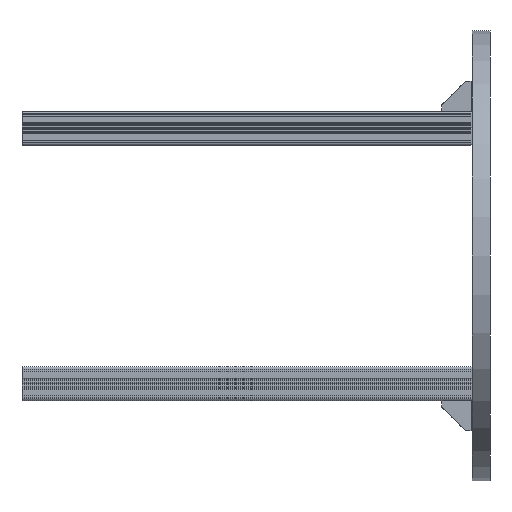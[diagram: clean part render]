
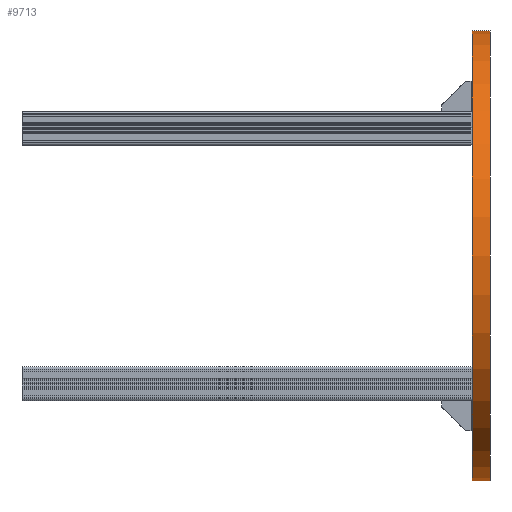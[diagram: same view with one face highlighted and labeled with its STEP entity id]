
A CAD part, left-side view. The second image highlights one B-rep face of the part: STEP entity #9713.
In plain terms, the highlighted cylindrical face has radius 200 mm (diameter 400 mm), a partial arc.
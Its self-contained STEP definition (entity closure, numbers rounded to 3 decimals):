
#1729 = LINE ( 'NONE', #5912, #8527 ) ;
#1985 = EDGE_CURVE ( 'NONE', #8586, #4217, #5334, .T. ) ;
#2078 = ORIENTED_EDGE ( 'NONE', *, *, #1985, .F. ) ;
#3249 = CARTESIAN_POINT ( 'NONE',  ( 0., 16., 0. ) ) ;
#3493 = CARTESIAN_POINT ( 'NONE',  ( 0., 16., 0. ) ) ;
#4217 = VERTEX_POINT ( 'NONE', #8463 ) ;
#4443 = FACE_OUTER_BOUND ( 'NONE', #6379, .T. ) ;
#5334 = LINE ( 'NONE', #7701, #13118 ) ;
#5866 = CARTESIAN_POINT ( 'NONE',  ( 0., 0., -200. ) ) ;
#5912 = CARTESIAN_POINT ( 'NONE',  ( 0., 16., -200. ) ) ;
#6031 = ORIENTED_EDGE ( 'NONE', *, *, #10870, .T. ) ;
#6379 = EDGE_LOOP ( 'NONE', ( #2078, #9503, #14377, #6031 ) ) ;
#6464 = CARTESIAN_POINT ( 'NONE',  ( 0., 0., 0. ) ) ;
#7263 = EDGE_CURVE ( 'NONE', #10734, #13649, #1729, .T. ) ;
#7701 = CARTESIAN_POINT ( 'NONE',  ( 0., 16., 200. ) ) ;
#7750 = DIRECTION ( 'NONE',  ( 0., 1., 0. ) ) ;
#8463 = CARTESIAN_POINT ( 'NONE',  ( 0., 0., 200. ) ) ;
#8527 = VECTOR ( 'NONE', #12717, 1000. ) ;
#8586 = VERTEX_POINT ( 'NONE', #10346 ) ;
#8611 = CARTESIAN_POINT ( 'NONE',  ( 0., 16., -200. ) ) ;
#8683 = DIRECTION ( 'NONE',  ( 0., 0., -1. ) ) ;
#9503 = ORIENTED_EDGE ( 'NONE', *, *, #11739, .F. ) ;
#9713 = ADVANCED_FACE ( 'NONE', ( #4443 ), #10281, .T. ) ;
#9829 = AXIS2_PLACEMENT_3D ( 'NONE', #3249, #7750, #12248 ) ;
#10205 = DIRECTION ( 'NONE',  ( 0., -1., 0. ) ) ;
#10281 = CYLINDRICAL_SURFACE ( 'NONE', #14258, 200. ) ;
#10346 = CARTESIAN_POINT ( 'NONE',  ( 0., 16., 200. ) ) ;
#10734 = VERTEX_POINT ( 'NONE', #8611 ) ;
#10775 = CIRCLE ( 'NONE', #9829, 200. ) ;
#10870 = EDGE_CURVE ( 'NONE', #13649, #4217, #14057, .T. ) ;
#10978 = DIRECTION ( 'NONE',  ( 0., 1., 0. ) ) ;
#11739 = EDGE_CURVE ( 'NONE', #10734, #8586, #10775, .T. ) ;
#12206 = DIRECTION ( 'NONE',  ( 0., -1., 0. ) ) ;
#12229 = DIRECTION ( 'NONE',  ( 0., 0., 1. ) ) ;
#12248 = DIRECTION ( 'NONE',  ( 0., 0., 1. ) ) ;
#12637 = AXIS2_PLACEMENT_3D ( 'NONE', #6464, #10978, #12229 ) ;
#12717 = DIRECTION ( 'NONE',  ( 0., -1., 0. ) ) ;
#13118 = VECTOR ( 'NONE', #12206, 1000. ) ;
#13649 = VERTEX_POINT ( 'NONE', #5866 ) ;
#14057 = CIRCLE ( 'NONE', #12637, 200. ) ;
#14258 = AXIS2_PLACEMENT_3D ( 'NONE', #3493, #10205, #8683 ) ;
#14377 = ORIENTED_EDGE ( 'NONE', *, *, #7263, .T. ) ;
